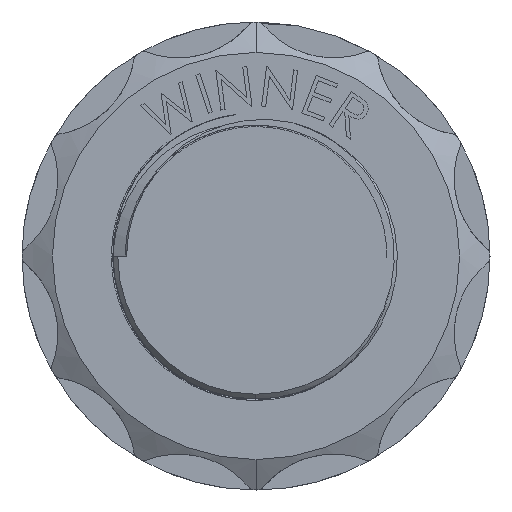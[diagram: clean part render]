
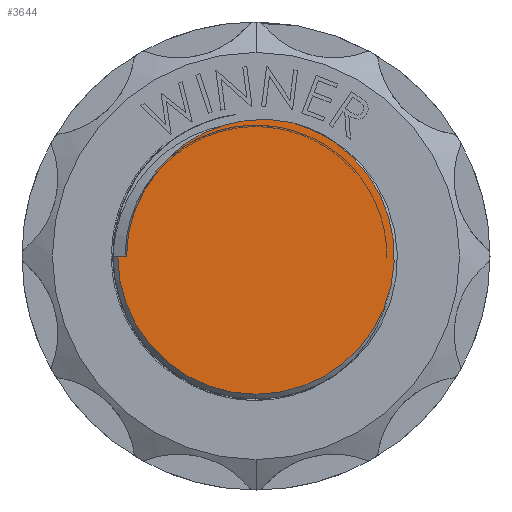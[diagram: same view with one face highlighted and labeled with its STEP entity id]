
A CAD part, left-side view. The second image highlights one B-rep face of the part: STEP entity #3644.
In plain terms, the highlighted planar face has unit normal (-1, 0, 0).
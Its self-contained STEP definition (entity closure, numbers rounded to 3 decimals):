
#138 = CARTESIAN_POINT ( 'NONE',  ( -85.02, -1.476, 8.468 ) ) ;
#177 = VECTOR ( 'NONE', #12615, 1000. ) ;
#482 = AXIS2_PLACEMENT_3D ( 'NONE', #3810, #9276, #5949 ) ;
#735 = EDGE_CURVE ( 'NONE', #6242, #9845, #9756, .T. ) ;
#1337 = DIRECTION ( 'NONE',  ( -1., 0., 0. ) ) ;
#1367 = CARTESIAN_POINT ( 'NONE',  ( -85.02, 4.128, 7.208 ) ) ;
#1685 = CARTESIAN_POINT ( 'NONE',  ( -85.02, 8.063, 0.485 ) ) ;
#2000 = EDGE_CURVE ( 'NONE', #9845, #3203, #4836, .T. ) ;
#2009 = AXIS2_PLACEMENT_3D ( 'NONE', #11919, #13970, #4241 ) ;
#2358 = CARTESIAN_POINT ( 'NONE',  ( -85.02, 3.795, 7.408 ) ) ;
#2406 = CARTESIAN_POINT ( 'NONE',  ( -85.02, 2.741, 7.919 ) ) ;
#2511 = CARTESIAN_POINT ( 'NONE',  ( -85.02, 5.642, 5.968 ) ) ;
#2587 = CARTESIAN_POINT ( 'NONE',  ( -85.02, 6.15, 5.368 ) ) ;
#3027 = EDGE_CURVE ( 'NONE', #8289, #5424, #13862, .T. ) ;
#3203 = VERTEX_POINT ( 'NONE', #11202 ) ;
#3267 = CARTESIAN_POINT ( 'NONE',  ( -85.02, -2.24, 8.329 ) ) ;
#3612 = DIRECTION ( 'NONE',  ( 0., 0., 1. ) ) ;
#3644 = ADVANCED_FACE ( 'NONE', ( #8909 ), #5453, .F. ) ;
#3810 = CARTESIAN_POINT ( 'NONE',  ( -85.02, 0., 0. ) ) ;
#4241 = DIRECTION ( 'NONE',  ( 0., 0., -1. ) ) ;
#4836 = CIRCLE ( 'NONE', #6282, 8.625 ) ;
#5424 = VERTEX_POINT ( 'NONE', #7423 ) ;
#5453 = PLANE ( 'NONE',  #2009 ) ;
#5507 = ORIENTED_EDGE ( 'NONE', *, *, #2000, .T. ) ;
#5585 = CARTESIAN_POINT ( 'NONE',  ( -85.02, 1.63, 8.307 ) ) ;
#5629 = CARTESIAN_POINT ( 'NONE',  ( -85.02, 0.868, 8.46 ) ) ;
#5854 = CARTESIAN_POINT ( 'NONE',  ( -85.02, 7.401, 3.299 ) ) ;
#5949 = DIRECTION ( 'NONE',  ( 0., 0., 1. ) ) ;
#6242 = VERTEX_POINT ( 'NONE', #8817 ) ;
#6282 = AXIS2_PLACEMENT_3D ( 'NONE', #6791, #1337, #3612 ) ;
#6591 = CARTESIAN_POINT ( 'NONE',  ( -85.02, -1.86, 8.412 ) ) ;
#6779 = CARTESIAN_POINT ( 'NONE',  ( -85.02, 4.766, 6.76 ) ) ;
#6791 = CARTESIAN_POINT ( 'NONE',  ( -85.02, 0., 0. ) ) ;
#6938 = ORIENTED_EDGE ( 'NONE', *, *, #12603, .T. ) ;
#7050 = CARTESIAN_POINT ( 'NONE',  ( -85.02, 7.854, 1.919 ) ) ;
#7403 = EDGE_CURVE ( 'NONE', #5424, #6242, #12268, .T. ) ;
#7423 = CARTESIAN_POINT ( 'NONE',  ( -85.02, 8.063, 0. ) ) ;
#8289 = VERTEX_POINT ( 'NONE', #2587 ) ;
#8601 = EDGE_LOOP ( 'NONE', ( #12538, #11951, #9651, #5507, #6938 ) ) ;
#8652 = CARTESIAN_POINT ( 'NONE',  ( -85.02, -0.7, 8.528 ) ) ;
#8817 = CARTESIAN_POINT ( 'NONE',  ( -85.02, 8.625, 0. ) ) ;
#8909 = FACE_OUTER_BOUND ( 'NONE', #8601, .T. ) ;
#9147 = CARTESIAN_POINT ( 'NONE',  ( -85.02, 8.063, 0. ) ) ;
#9275 = CARTESIAN_POINT ( 'NONE',  ( -85.02, 0., 0. ) ) ;
#9276 = DIRECTION ( 'NONE',  ( -1., 0., 0. ) ) ;
#9337 = CARTESIAN_POINT ( 'NONE',  ( -85.02, 6.722, 4.585 ) ) ;
#9651 = ORIENTED_EDGE ( 'NONE', *, *, #735, .T. ) ;
#9756 = CIRCLE ( 'NONE', #482, 8.625 ) ;
#9845 = VERTEX_POINT ( 'NONE', #10831 ) ;
#9948 = CARTESIAN_POINT ( 'NONE',  ( -85.02, 5.072, 6.509 ) ) ;
#10011 = B_SPLINE_CURVE_WITH_KNOTS ( 'NONE', 3,
 ( #3267, #6591, #138, #8652, #12149, #5629, #5585, #2406, #13300, #2358, #1367, #6779, #9948, #2511, #10140, #11241 ),
 .UNSPECIFIED., .F., .F.,
 ( 4, 2, 2, 2, 2, 2, 2, 4 ),
 ( 0.009, 0.01, 0.012, 0.014, 0.015, 0.016, 0.017, 0.019 ),
 .UNSPECIFIED. ) ;
#10140 = CARTESIAN_POINT ( 'NONE',  ( -85.02, 5.906, 5.678 ) ) ;
#10216 = CARTESIAN_POINT ( 'NONE',  ( -85.02, 7.728, 2.39 ) ) ;
#10265 = CARTESIAN_POINT ( 'NONE',  ( -85.02, 8.021, 0.966 ) ) ;
#10323 = CARTESIAN_POINT ( 'NONE',  ( -85.02, 7.198, 3.741 ) ) ;
#10831 = CARTESIAN_POINT ( 'NONE',  ( -85.02, 0., -8.625 ) ) ;
#11202 = CARTESIAN_POINT ( 'NONE',  ( -85.02, -2.24, 8.329 ) ) ;
#11241 = CARTESIAN_POINT ( 'NONE',  ( -85.02, 6.15, 5.368 ) ) ;
#11325 = CARTESIAN_POINT ( 'NONE',  ( -85.02, 6.15, 5.368 ) ) ;
#11919 = CARTESIAN_POINT ( 'NONE',  ( -85.02, 0., 0. ) ) ;
#11951 = ORIENTED_EDGE ( 'NONE', *, *, #7403, .T. ) ;
#12149 = CARTESIAN_POINT ( 'NONE',  ( -85.02, -0.305, 8.532 ) ) ;
#12268 = LINE ( 'NONE', #9275, #177 ) ;
#12538 = ORIENTED_EDGE ( 'NONE', *, *, #3027, .T. ) ;
#12603 = EDGE_CURVE ( 'NONE', #3203, #8289, #10011, .T. ) ;
#12615 = DIRECTION ( 'NONE',  ( 0., 1., 0. ) ) ;
#13300 = CARTESIAN_POINT ( 'NONE',  ( -85.02, 3.103, 7.763 ) ) ;
#13619 = CARTESIAN_POINT ( 'NONE',  ( -85.02, 6.449, 4.987 ) ) ;
#13862 = B_SPLINE_CURVE_WITH_KNOTS ( 'NONE', 3,
 ( #11325, #13619, #9337, #10323, #5854, #10216, #7050, #10265, #1685, #9147 ),
 .UNSPECIFIED., .F., .F.,
 ( 4, 2, 2, 2, 4 ),
 ( 0., 0.001, 0.003, 0.004, 0.006 ),
 .UNSPECIFIED. ) ;
#13970 = DIRECTION ( 'NONE',  ( 1., 0., 0. ) ) ;
